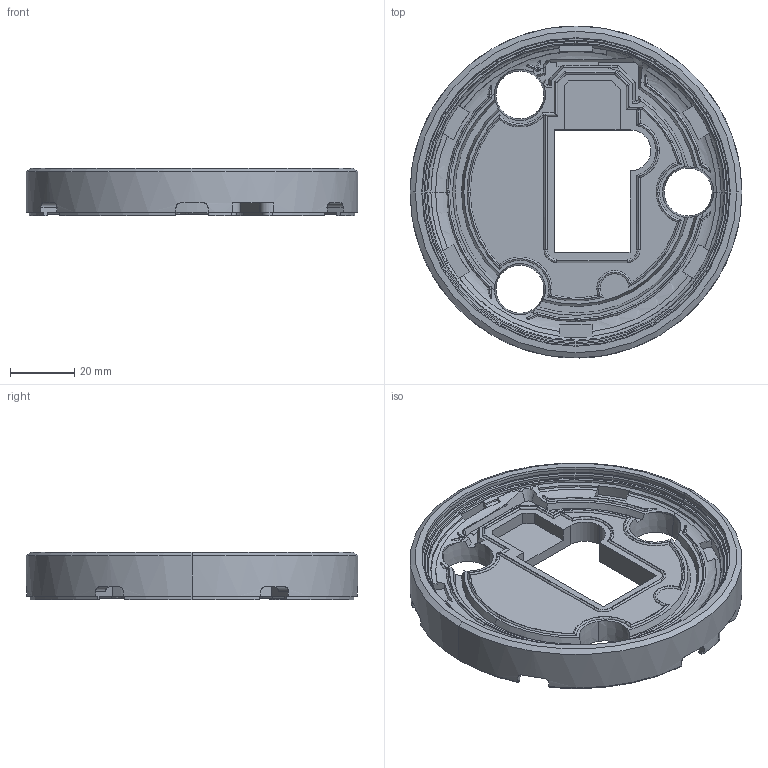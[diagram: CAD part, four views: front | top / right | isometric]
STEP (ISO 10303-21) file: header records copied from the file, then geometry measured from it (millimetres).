
FILE_DESCRIPTION(('STEP AP242'),'1');
FILE_NAME('xvr_z082.stp','2018-11-28T10:50:52',('TraceParts'),('TraceParts S.A.'),'Spatial InterOp 3D',' ',' ');
FILE_SCHEMA(('AP242_MANAGED_MODEL_BASED_3D_ENGINEERING_MIM_LF {1 0 10303 442 1 1 4}'));
Length unit declared in the file: millimetre
Products named in the file (1): xvr_z082
Bounding box: 103.6 x 103.6 x 14.79 mm (x, y, z)
Volume: 56479.2 mm3; surface area: 24627.3 mm2
Topology: 1 solids, 1 shells, 470 faces, 1289 edges, 826 vertices
Faces by surface type: cylinder 183, plane 144, torus 109, cone 34
Entity records: 16220 total; most frequent: CARTESIAN_POINT 4479, ORIENTED_EDGE 2578, DIRECTION 2417, EDGE_CURVE 1289, AXIS2_PLACEMENT_3D 956, VERTEX_POINT 826, LINE 505, VECTOR 505
